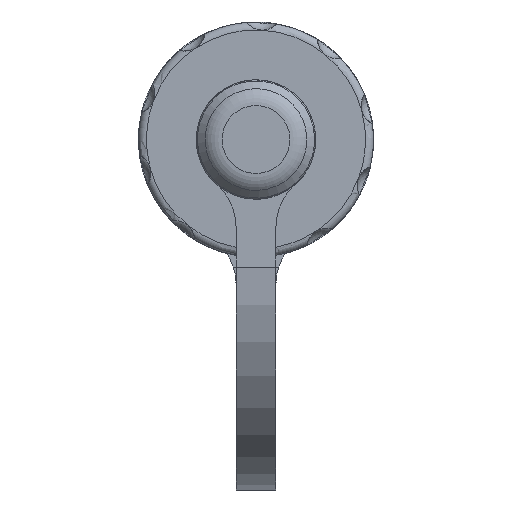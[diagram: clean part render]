
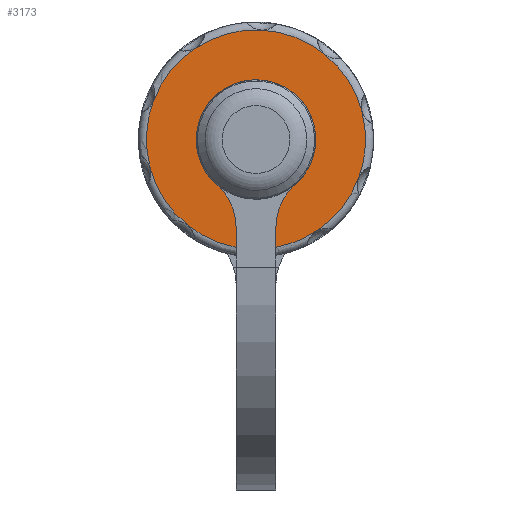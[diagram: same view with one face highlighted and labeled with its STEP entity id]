
A CAD part, front view. The second image highlights one B-rep face of the part: STEP entity #3173.
In plain terms, the highlighted planar face has unit normal (0, -1, 0).
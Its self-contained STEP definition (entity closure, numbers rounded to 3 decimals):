
#188=LINE('',#6310,#314);
#189=LINE('',#6312,#315);
#314=VECTOR('',#4275,10.);
#315=VECTOR('',#4276,10.);
#659=FACE_OUTER_BOUND('',#860,.T.);
#860=EDGE_LOOP('',(#2551,#2552,#2553,#2554,#2555,#2556,#2557,#2558,#2559,
#2560,#2561,#2562,#2563,#2564,#2565));
#1077=CIRCLE('',#3469,13.75);
#1078=CIRCLE('',#3471,13.75);
#1079=CIRCLE('',#3473,13.75);
#1097=CIRCLE('',#3512,13.75);
#1098=CIRCLE('',#3514,13.75);
#1101=CIRCLE('',#3518,13.75);
#1102=CIRCLE('',#3520,13.75);
#1103=CIRCLE('',#3522,13.75);
#1104=CIRCLE('',#3524,13.75);
#1105=CIRCLE('',#3526,13.75);
#1109=CIRCLE('',#3532,7.);
#1110=CIRCLE('',#3533,7.5);
#1111=CIRCLE('',#3534,7.);
#1379=VERTEX_POINT('',#5822);
#1380=VERTEX_POINT('',#5866);
#1381=VERTEX_POINT('',#5910);
#1382=VERTEX_POINT('',#5933);
#1385=VERTEX_POINT('',#5985);
#1386=VERTEX_POINT('',#6035);
#1387=VERTEX_POINT('',#6079);
#1388=VERTEX_POINT('',#6125);
#1389=VERTEX_POINT('',#6173);
#1390=VERTEX_POINT('',#6244);
#1392=VERTEX_POINT('',#6269);
#1396=VERTEX_POINT('',#6309);
#1397=VERTEX_POINT('',#6311);
#1398=VERTEX_POINT('',#6313);
#1399=VERTEX_POINT('',#6315);
#1761=EDGE_CURVE('',#1381,#1379,#1077,.F.);
#1763=EDGE_CURVE('',#1379,#1380,#1078,.F.);
#1764=EDGE_CURVE('',#1382,#1381,#1079,.F.);
#1795=EDGE_CURVE('',#1380,#1385,#1097,.F.);
#1796=EDGE_CURVE('',#1385,#1390,#1098,.F.);
#1801=EDGE_CURVE('',#1392,#1386,#1101,.F.);
#1802=EDGE_CURVE('',#1386,#1387,#1102,.F.);
#1803=EDGE_CURVE('',#1387,#1388,#1103,.F.);
#1804=EDGE_CURVE('',#1388,#1389,#1104,.F.);
#1805=EDGE_CURVE('',#1389,#1382,#1105,.F.);
#1810=EDGE_CURVE('',#1396,#1392,#188,.T.);
#1811=EDGE_CURVE('',#1390,#1397,#189,.T.);
#1812=EDGE_CURVE('',#1397,#1398,#1109,.T.);
#1813=EDGE_CURVE('',#1398,#1399,#1110,.T.);
#1814=EDGE_CURVE('',#1399,#1396,#1111,.T.);
#2551=ORIENTED_EDGE('',*,*,#1810,.T.);
#2552=ORIENTED_EDGE('',*,*,#1801,.T.);
#2553=ORIENTED_EDGE('',*,*,#1802,.T.);
#2554=ORIENTED_EDGE('',*,*,#1803,.T.);
#2555=ORIENTED_EDGE('',*,*,#1804,.T.);
#2556=ORIENTED_EDGE('',*,*,#1805,.T.);
#2557=ORIENTED_EDGE('',*,*,#1764,.T.);
#2558=ORIENTED_EDGE('',*,*,#1761,.T.);
#2559=ORIENTED_EDGE('',*,*,#1763,.T.);
#2560=ORIENTED_EDGE('',*,*,#1795,.T.);
#2561=ORIENTED_EDGE('',*,*,#1796,.T.);
#2562=ORIENTED_EDGE('',*,*,#1811,.T.);
#2563=ORIENTED_EDGE('',*,*,#1812,.T.);
#2564=ORIENTED_EDGE('',*,*,#1813,.T.);
#2565=ORIENTED_EDGE('',*,*,#1814,.T.);
#3050=PLANE('',#3531);
#3173=ADVANCED_FACE('',(#659),#3050,.F.);
#3469=AXIS2_PLACEMENT_3D('',#5911,#4148,#4149);
#3471=AXIS2_PLACEMENT_3D('',#5931,#4152,#4153);
#3473=AXIS2_PLACEMENT_3D('',#5934,#4156,#4157);
#3512=AXIS2_PLACEMENT_3D('',#6242,#4234,#4235);
#3514=AXIS2_PLACEMENT_3D('',#6245,#4238,#4239);
#3518=AXIS2_PLACEMENT_3D('',#6291,#4246,#4247);
#3520=AXIS2_PLACEMENT_3D('',#6293,#4250,#4251);
#3522=AXIS2_PLACEMENT_3D('',#6295,#4254,#4255);
#3524=AXIS2_PLACEMENT_3D('',#6297,#4258,#4259);
#3526=AXIS2_PLACEMENT_3D('',#6299,#4262,#4263);
#3531=AXIS2_PLACEMENT_3D('',#6308,#4273,#4274);
#3532=AXIS2_PLACEMENT_3D('',#6314,#4277,#4278);
#3533=AXIS2_PLACEMENT_3D('',#6316,#4279,#4280);
#3534=AXIS2_PLACEMENT_3D('',#6317,#4281,#4282);
#4148=DIRECTION('center_axis',(0.,1.,0.));
#4149=DIRECTION('ref_axis',(0.547,0.,-0.837));
#4152=DIRECTION('center_axis',(0.,1.,0.));
#4153=DIRECTION('ref_axis',(0.547,0.,-0.837));
#4156=DIRECTION('center_axis',(0.,1.,0.));
#4157=DIRECTION('ref_axis',(0.547,0.,-0.837));
#4234=DIRECTION('center_axis',(0.,1.,0.));
#4235=DIRECTION('ref_axis',(0.547,0.,-0.837));
#4238=DIRECTION('center_axis',(0.,1.,0.));
#4239=DIRECTION('ref_axis',(0.547,0.,-0.837));
#4246=DIRECTION('center_axis',(0.,1.,0.));
#4247=DIRECTION('ref_axis',(0.547,0.,-0.837));
#4250=DIRECTION('center_axis',(0.,1.,0.));
#4251=DIRECTION('ref_axis',(0.547,0.,-0.837));
#4254=DIRECTION('center_axis',(0.,1.,0.));
#4255=DIRECTION('ref_axis',(0.547,0.,-0.837));
#4258=DIRECTION('center_axis',(0.,1.,0.));
#4259=DIRECTION('ref_axis',(0.547,0.,-0.837));
#4262=DIRECTION('center_axis',(0.,1.,0.));
#4263=DIRECTION('ref_axis',(0.547,0.,-0.837));
#4273=DIRECTION('center_axis',(0.,1.,0.));
#4274=DIRECTION('ref_axis',(0.547,0.,-0.837));
#4275=DIRECTION('',(0.,0.,-1.));
#4276=DIRECTION('',(0.,0.,1.));
#4277=DIRECTION('center_axis',(0.,-1.,0.));
#4278=DIRECTION('ref_axis',(0.,0.,-1.));
#4279=DIRECTION('center_axis',(0.,1.,0.));
#4280=DIRECTION('ref_axis',(0.,0.,-1.));
#4281=DIRECTION('center_axis',(0.,-1.,0.));
#4282=DIRECTION('ref_axis',(0.,0.,-1.));
#5822=CARTESIAN_POINT('',(-12.85,-5.5,4.892));
#5866=CARTESIAN_POINT('',(-13.272,-5.5,-3.595));
#5910=CARTESIAN_POINT('',(-7.52,-5.5,11.511));
#5911=CARTESIAN_POINT('Origin',(0.,-5.5,
0.));
#5931=CARTESIAN_POINT('Origin',(0.,-5.5,
0.));
#5933=CARTESIAN_POINT('',(0.682,-5.5,13.733));
#5934=CARTESIAN_POINT('Origin',(0.,-5.5,
0.));
#5985=CARTESIAN_POINT('',(-8.624,-5.5,-10.71));
#6035=CARTESIAN_POINT('',(7.52,-5.5,-11.511));
#6079=CARTESIAN_POINT('',(12.85,-5.5,-4.892));
#6125=CARTESIAN_POINT('',(13.272,-5.5,3.595));
#6173=CARTESIAN_POINT('',(8.624,-5.5,10.71));
#6242=CARTESIAN_POINT('Origin',(0.,-5.5,
0.));
#6244=CARTESIAN_POINT('',(-2.5,-5.5,-13.521));
#6245=CARTESIAN_POINT('Origin',(0.,-5.5,
0.));
#6269=CARTESIAN_POINT('',(2.5,-5.5,-13.521));
#6291=CARTESIAN_POINT('Origin',(0.,-5.5,
0.));
#6293=CARTESIAN_POINT('Origin',(0.,-5.5,
0.));
#6295=CARTESIAN_POINT('Origin',(0.,-5.5,
0.));
#6297=CARTESIAN_POINT('Origin',(0.,-5.5,
0.));
#6299=CARTESIAN_POINT('Origin',(0.,-5.5,
0.));
#6308=CARTESIAN_POINT('Origin',(0.,-5.5,
0.));
#6309=CARTESIAN_POINT('',(2.5,-5.5,-10.954));
#6310=CARTESIAN_POINT('',(2.5,-5.5,-8.));
#6311=CARTESIAN_POINT('',(-2.5,-5.5,-10.954));
#6312=CARTESIAN_POINT('',(-2.5,-5.5,-3.536));
#6313=CARTESIAN_POINT('',(-4.914,-5.5,-5.666));
#6314=CARTESIAN_POINT('Origin',(-9.5,-5.5,-10.954));
#6315=CARTESIAN_POINT('',(4.914,-5.5,-5.666));
#6316=CARTESIAN_POINT('Origin',(0.,-5.5,
0.));
#6317=CARTESIAN_POINT('Origin',(9.5,-5.5,-10.954));
